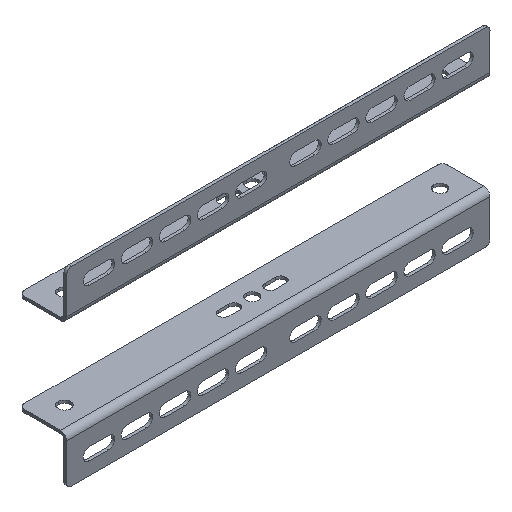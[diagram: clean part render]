
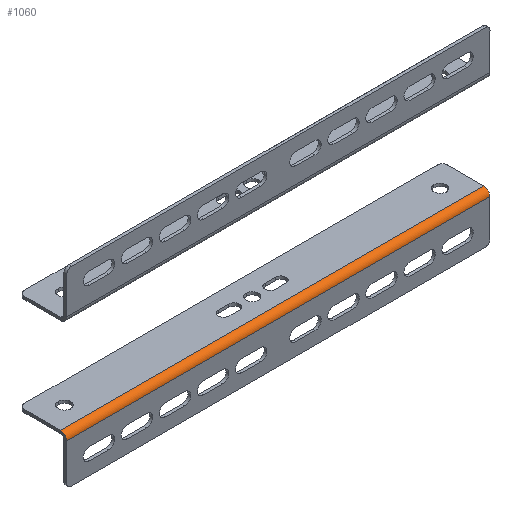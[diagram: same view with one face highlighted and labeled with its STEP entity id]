
A CAD part, isometric view. The second image highlights one B-rep face of the part: STEP entity #1060.
In plain terms, the highlighted cylindrical face has radius 6.5 mm (diameter 13 mm), a partial arc.
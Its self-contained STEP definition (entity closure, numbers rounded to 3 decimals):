
#19 = VERTEX_POINT ( 'NONE', #1525 ) ;
#30 = EDGE_CURVE ( 'NONE', #595, #19, #2152, .T. ) ;
#43 = DIRECTION ( 'NONE',  ( -1., 0., 0. ) ) ;
#51 = AXIS2_PLACEMENT_3D ( 'NONE', #1531, #2363, #318 ) ;
#74 = CARTESIAN_POINT ( 'NONE',  ( -222.5, 5., 3.5 ) ) ;
#318 = DIRECTION ( 'NONE',  ( 0., 0., 1. ) ) ;
#361 = VERTEX_POINT ( 'NONE', #1843 ) ;
#563 = ORIENTED_EDGE ( 'NONE', *, *, #1165, .F. ) ;
#579 = EDGE_CURVE ( 'NONE', #361, #595, #1839, .T. ) ;
#595 = VERTEX_POINT ( 'NONE', #1118 ) ;
#961 = CARTESIAN_POINT ( 'NONE',  ( -222.5, -1.5, 3.5 ) ) ;
#1060 = ADVANCED_FACE ( 'NONE', ( #1580 ), #2382, .T. ) ;
#1112 = CIRCLE ( 'NONE', #1389, 6.5 ) ;
#1118 = CARTESIAN_POINT ( 'NONE',  ( 222.5, 5., -3. ) ) ;
#1128 = DIRECTION ( 'NONE',  ( -1., 0., 0. ) ) ;
#1139 = VECTOR ( 'NONE', #1187, 1000. ) ;
#1153 = ORIENTED_EDGE ( 'NONE', *, *, #579, .F. ) ;
#1165 = EDGE_CURVE ( 'NONE', #19, #2304, #1112, .T. ) ;
#1187 = DIRECTION ( 'NONE',  ( -1., 0., 0. ) ) ;
#1207 = AXIS2_PLACEMENT_3D ( 'NONE', #2058, #43, #1257 ) ;
#1227 = VECTOR ( 'NONE', #1128, 1000. ) ;
#1257 = DIRECTION ( 'NONE',  ( 0., 0., 1. ) ) ;
#1310 = EDGE_LOOP ( 'NONE', ( #563, #2172, #1153, #2368 ) ) ;
#1389 = AXIS2_PLACEMENT_3D ( 'NONE', #74, #1882, #1697 ) ;
#1429 = EDGE_CURVE ( 'NONE', #361, #2304, #2219, .T. ) ;
#1502 = CARTESIAN_POINT ( 'NONE',  ( -222.5, 5., -3. ) ) ;
#1525 = CARTESIAN_POINT ( 'NONE',  ( -222.5, 5., -3. ) ) ;
#1531 = CARTESIAN_POINT ( 'NONE',  ( 222.5, 5., 3.5 ) ) ;
#1580 = FACE_OUTER_BOUND ( 'NONE', #1310, .T. ) ;
#1697 = DIRECTION ( 'NONE',  ( 0., 0., 1. ) ) ;
#1839 = CIRCLE ( 'NONE', #51, 6.5 ) ;
#1843 = CARTESIAN_POINT ( 'NONE',  ( 222.5, -1.5, 3.5 ) ) ;
#1882 = DIRECTION ( 'NONE',  ( -1., 0., 0. ) ) ;
#2058 = CARTESIAN_POINT ( 'NONE',  ( 445.065, 5., 3.5 ) ) ;
#2152 = LINE ( 'NONE', #1502, #1227 ) ;
#2172 = ORIENTED_EDGE ( 'NONE', *, *, #30, .F. ) ;
#2219 = LINE ( 'NONE', #961, #1139 ) ;
#2241 = CARTESIAN_POINT ( 'NONE',  ( -222.5, -1.5, 3.5 ) ) ;
#2304 = VERTEX_POINT ( 'NONE', #2241 ) ;
#2363 = DIRECTION ( 'NONE',  ( 1., 0., 0. ) ) ;
#2368 = ORIENTED_EDGE ( 'NONE', *, *, #1429, .T. ) ;
#2382 = CYLINDRICAL_SURFACE ( 'NONE', #1207, 6.5 ) ;
